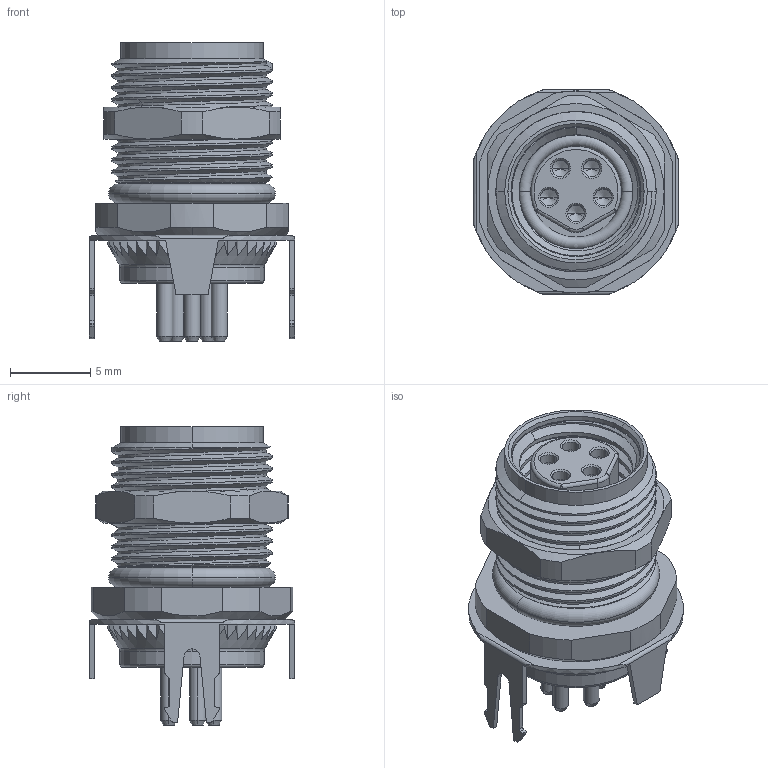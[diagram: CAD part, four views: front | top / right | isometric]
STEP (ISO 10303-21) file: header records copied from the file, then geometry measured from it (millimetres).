
FILE_DESCRIPTION((''),'2;1');
FILE_NAME('5P-K15556_5B','2025-09-08T',('gongcheng16'),(''),'PRO/ENGINEER BY PARAMETRIC TECHNOLOGY CORPORATION, 2010280','PRO/ENGINEER BY PARAMETRIC TECHNOLOGY CORPORATION, 2010280','');
FILE_SCHEMA(('CONFIG_CONTROL_DESIGN'));
Products named in the file (1): 5P-K15556_5B
Bounding box: 12.8 x 12.8 x 18.6 mm (x, y, z)
Volume: 219.5 mm3; surface area: 17235.6 mm2
Topology: 1 solids, 155 shells, 2622 faces, 9286 edges, 6727 vertices
Faces by surface type: plane 1023, cylinder 882, cone 448, bspline 153, torus 114, sphere 2
Entity records: 160826 total; most frequent: CARTESIAN_POINT 85185, ORIENTED_EDGE 15186, DIRECTION 14842, EDGE_CURVE 9276, VERTEX_POINT 6727, AXIS2_PLACEMENT_3D 5460, VECTOR 3922, LINE 3922
